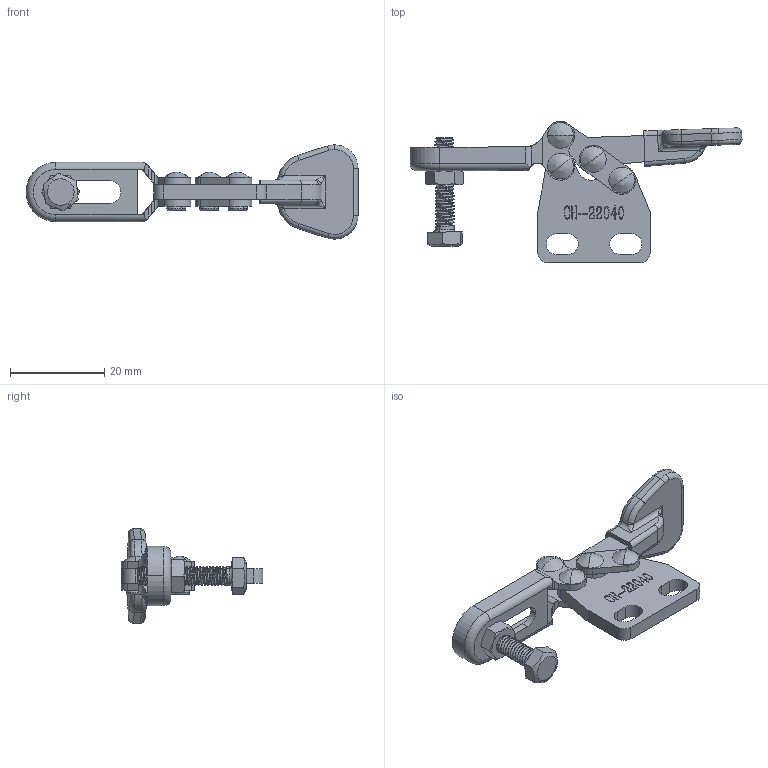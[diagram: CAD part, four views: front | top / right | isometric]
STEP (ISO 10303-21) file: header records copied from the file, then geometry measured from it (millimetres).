
FILE_DESCRIPTION (( 'STEP AP203' ), '1' );
FILE_NAME ('CH-22040.STEP', '2017-11-17T07:46:04', ( 'Windows' ), ( 'Microsoft' ), 'SwSTEP 2.0', 'SolidWorks 2015', '' );
FILE_SCHEMA (( 'CONFIG_CONTROL_DESIGN' ));
Length unit declared in the file: millimetre
Products named in the file (8): CH-22005-04 CONNECTING-PLATE; CH-22005-05; CH-SA-08034 Nut; CH-SA-08034 SPINDLE SUPPLIED; CH-22005-02 HIGH BAR; CH-22040 STRAIGHT BASE; CH-22040; CH-22005-03 HANDLE
Assembly tree (12 placements, depth 2):
  CH-22040
    CH-22005-03 HANDLE
    CH-22005-04 CONNECTING-PLATE  x2
    CH-22005-05  x4
    CH-SA-08034 Nut  x2
    CH-SA-08034 SPINDLE SUPPLIED
    CH-22005-02 HIGH BAR
    CH-22040 STRAIGHT BASE
Bounding box: 70.46 x 30 x 20 mm (x, y, z)
Volume: 4493.6 mm3; surface area: 5901.5 mm2
Topology: 12 solids, 13 shells, 748 faces, 2011 edges, 1301 vertices
Faces by surface type: plane 310, cylinder 187, bspline 179, torus 41, cone 31
Entity records: 32650 total; most frequent: CARTESIAN_POINT 16318, ORIENTED_EDGE 3612, DIRECTION 2540, EDGE_CURVE 1806, VERTEX_POINT 1187, LINE 1048, VECTOR 1048, AXIS2_PLACEMENT_3D 746
